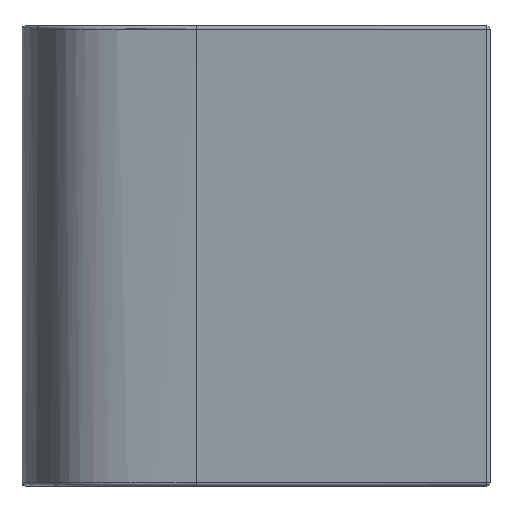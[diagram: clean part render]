
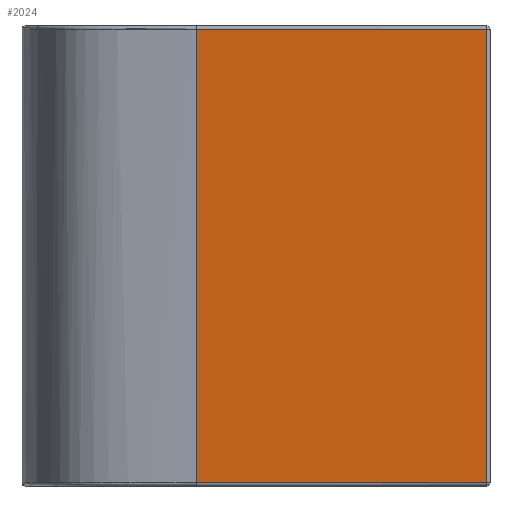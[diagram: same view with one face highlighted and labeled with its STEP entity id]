
A CAD part, left-side view. The second image highlights one B-rep face of the part: STEP entity #2024.
In plain terms, the highlighted planar face has unit normal (-0.988, 0.152, 0).
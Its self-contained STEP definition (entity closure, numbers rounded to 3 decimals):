
#20 = CARTESIAN_POINT ( 'NONE',  ( 153.92, -81.954, -148. ) ) ;
#35 = EDGE_CURVE ( 'NONE', #3374, #3476, #836, .T. ) ;
#129 = CARTESIAN_POINT ( 'NONE',  ( 182.989, 107.334, 150. ) ) ;
#174 = FACE_OUTER_BOUND ( 'NONE', #324, .T. ) ;
#195 = PLANE ( 'NONE',  #286 ) ;
#286 = AXIS2_PLACEMENT_3D ( 'NONE', #2728, #1480, #3679 ) ;
#324 = EDGE_LOOP ( 'NONE', ( #1546, #779, #1738, #3378 ) ) ;
#397 = LINE ( 'NONE', #1660, #3571 ) ;
#779 = ORIENTED_EDGE ( 'NONE', *, *, #3811, .T. ) ;
#802 = CARTESIAN_POINT ( 'NONE',  ( 182.989, 107.334, -148. ) ) ;
#829 = VECTOR ( 'NONE', #857, 1000. ) ;
#836 = LINE ( 'NONE', #1633, #4079 ) ;
#857 = DIRECTION ( 'NONE',  ( 0.152, 0.988, 0. ) ) ;
#1179 = CARTESIAN_POINT ( 'NONE',  ( 182.989, 107.334, 148. ) ) ;
#1272 = EDGE_CURVE ( 'NONE', #2964, #4056, #2874, .T. ) ;
#1344 = DIRECTION ( 'NONE',  ( -0.152, -0.988, 0. ) ) ;
#1349 = CARTESIAN_POINT ( 'NONE',  ( 182.989, 107.334, 148. ) ) ;
#1480 = DIRECTION ( 'NONE',  ( 0.988, -0.152, 0. ) ) ;
#1546 = ORIENTED_EDGE ( 'NONE', *, *, #35, .T. ) ;
#1621 = EDGE_CURVE ( 'NONE', #4056, #3374, #397, .T. ) ;
#1633 = CARTESIAN_POINT ( 'NONE',  ( 153.92, -81.954, 150. ) ) ;
#1645 = DIRECTION ( 'NONE',  ( 0., 0., -1. ) ) ;
#1652 = LINE ( 'NONE', #1179, #829 ) ;
#1660 = CARTESIAN_POINT ( 'NONE',  ( 182.989, 107.334, -148. ) ) ;
#1738 = ORIENTED_EDGE ( 'NONE', *, *, #1272, .T. ) ;
#2017 = DIRECTION ( 'NONE',  ( 0., 0., 1. ) ) ;
#2024 = ADVANCED_FACE ( 'NONE', ( #174 ), #195, .F. ) ;
#2495 = VECTOR ( 'NONE', #1645, 1000. ) ;
#2728 = CARTESIAN_POINT ( 'NONE',  ( 182.989, 107.334, 150. ) ) ;
#2874 = LINE ( 'NONE', #129, #2495 ) ;
#2964 = VERTEX_POINT ( 'NONE', #1349 ) ;
#3374 = VERTEX_POINT ( 'NONE', #20 ) ;
#3378 = ORIENTED_EDGE ( 'NONE', *, *, #1621, .T. ) ;
#3476 = VERTEX_POINT ( 'NONE', #3791 ) ;
#3571 = VECTOR ( 'NONE', #1344, 1000. ) ;
#3679 = DIRECTION ( 'NONE',  ( 0.152, 0.988, 0. ) ) ;
#3791 = CARTESIAN_POINT ( 'NONE',  ( 153.92, -81.954, 148. ) ) ;
#3811 = EDGE_CURVE ( 'NONE', #3476, #2964, #1652, .T. ) ;
#4056 = VERTEX_POINT ( 'NONE', #802 ) ;
#4079 = VECTOR ( 'NONE', #2017, 1000. ) ;
